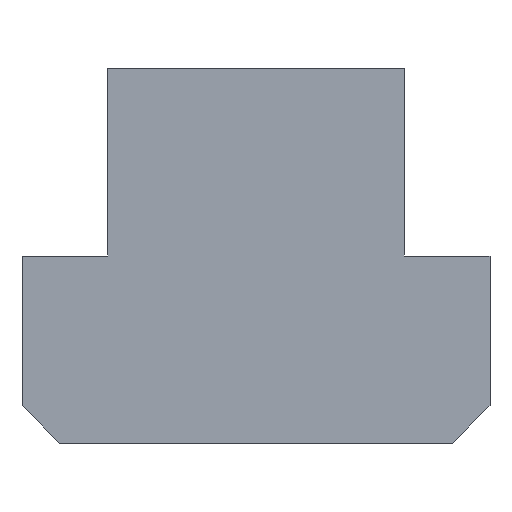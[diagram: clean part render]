
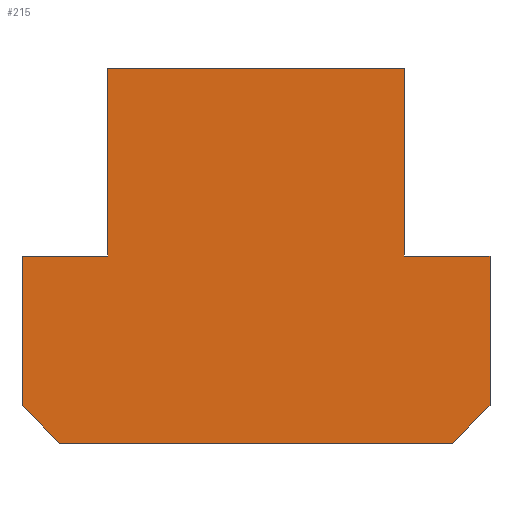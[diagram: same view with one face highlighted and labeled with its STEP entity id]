
A CAD part, front view. The second image highlights one B-rep face of the part: STEP entity #215.
In plain terms, the highlighted planar face has unit normal (0, -1, 0).
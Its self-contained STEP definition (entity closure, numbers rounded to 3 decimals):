
#113=EDGE_CURVE('',#129,#227,#295,.T.);
#125=EDGE_CURVE('',#153,#129,#307,.T.);
#129=VERTEX_POINT('',#311);
#135=EDGE_CURVE('',#139,#151,#318,.T.);
#139=VERTEX_POINT('',#322);
#151=VERTEX_POINT('',#335);
#153=VERTEX_POINT('',#337);
#155=EDGE_CURVE('',#151,#153,#339,.T.);
#161=EDGE_CURVE('',#181,#139,#345,.T.);
#179=EDGE_CURVE('',#193,#181,#366,.T.);
#181=VERTEX_POINT('',#368);
#193=VERTEX_POINT('',#381);
#195=EDGE_CURVE('',#197,#193,#383,.T.);
#197=VERTEX_POINT('',#385);
#205=EDGE_CURVE('',#263,#197,#393,.T.);
#215=ADVANCED_FACE('',(#403),#404,.T.);
#219=EDGE_CURVE('',#227,#267,#408,.T.);
#227=VERTEX_POINT('',#418);
#233=EDGE_CURVE('',#267,#263,#425,.T.);
#263=VERTEX_POINT('',#463);
#267=VERTEX_POINT('',#467);
#295=LINE('',#486,#487);
#307=LINE('',#503,#504);
#311=CARTESIAN_POINT('',(37.5,-37.5,0.));
#318=LINE('',#519,#520);
#322=CARTESIAN_POINT('',(-23.75,-37.5,30.0));
#335=CARTESIAN_POINT('',(23.75,-37.5,30.0));
#337=CARTESIAN_POINT('',(23.75,-37.5,0.));
#339=LINE('',#548,#549);
#345=LINE('',#558,#559);
#366=LINE('',#589,#590);
#368=CARTESIAN_POINT('',(-23.75,-37.5,0.));
#381=CARTESIAN_POINT('',(-37.5,-37.5,0.));
#383=LINE('',#615,#616);
#385=CARTESIAN_POINT('',(-37.5,-37.5,-24.0));
#393=LINE('',#632,#633);
#403=FACE_OUTER_BOUND('',#650,.T.);
#404=PLANE('',#651);
#408=LINE('',#658,#659);
#418=CARTESIAN_POINT('',(37.5,-37.5,-24.0));
#425=LINE('',#681,#682);
#463=CARTESIAN_POINT('',(-31.5,-37.5,-30.0));
#467=CARTESIAN_POINT('',(31.5,-37.5,-30.0));
#486=CARTESIAN_POINT('',(37.5,-37.5,-24.0));
#487=VECTOR('',#740,1.0);
#503=CARTESIAN_POINT('',(37.5,-37.5,0.));
#504=VECTOR('',#745,1.0);
#519=CARTESIAN_POINT('',(23.75,-37.5,30.0));
#520=VECTOR('',#758,1.0);
#548=CARTESIAN_POINT('',(23.75,-37.5,0.));
#549=VECTOR('',#770,1.0);
#558=CARTESIAN_POINT('',(-23.75,-37.5,30.0));
#559=VECTOR('',#772,1.0);
#589=CARTESIAN_POINT('',(-23.75,-37.5,0.));
#590=VECTOR('',#795,1.0);
#615=CARTESIAN_POINT('',(-37.5,-37.5,0.));
#616=VECTOR('',#810,1.0);
#632=CARTESIAN_POINT('',(-37.5,-37.5,-24.0));
#633=VECTOR('',#816,1.0);
#650=EDGE_LOOP('',(#824,#825,#826,#827,#828,#829,#830,#831,#832,#833));
#651=AXIS2_PLACEMENT_3D('',#834,#835,#836);
#658=CARTESIAN_POINT('',(31.5,-37.5,-30.0));
#659=VECTOR('',#838,1.0);
#681=CARTESIAN_POINT('',(-31.5,-37.5,-30.0));
#682=VECTOR('',#871,1.0);
#740=DIRECTION('',(0.0,0.,-1.0));
#745=DIRECTION('',(1.0,0.0,0.0));
#758=DIRECTION('',(1.0,0.0,0.0));
#770=DIRECTION('',(0.0,0.,-1.0));
#772=DIRECTION('',(0.0,0.,1.0));
#795=DIRECTION('',(1.0,0.0,0.0));
#810=DIRECTION('',(0.0,0.,1.0));
#816=DIRECTION('',(-0.707,0.,0.707));
#824=ORIENTED_EDGE('',*,*,#219,.F.);
#825=ORIENTED_EDGE('',*,*,#113,.F.);
#826=ORIENTED_EDGE('',*,*,#125,.F.);
#827=ORIENTED_EDGE('',*,*,#155,.F.);
#828=ORIENTED_EDGE('',*,*,#135,.F.);
#829=ORIENTED_EDGE('',*,*,#161,.F.);
#830=ORIENTED_EDGE('',*,*,#179,.F.);
#831=ORIENTED_EDGE('',*,*,#195,.F.);
#832=ORIENTED_EDGE('',*,*,#205,.F.);
#833=ORIENTED_EDGE('',*,*,#233,.F.);
#834=CARTESIAN_POINT('',(0.0,-37.5,-2.279));
#835=DIRECTION('',(0.0,-1.0,0.));
#836=DIRECTION('',(1.0,0.0,0.0));
#838=DIRECTION('',(-0.707,0.,-0.707));
#871=DIRECTION('',(-1.0,0.0,0.0));
